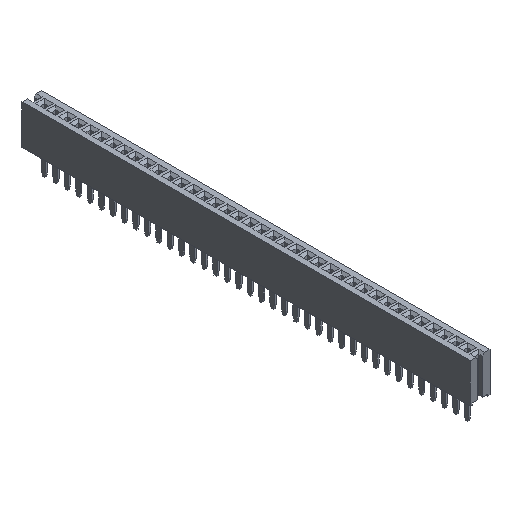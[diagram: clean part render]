
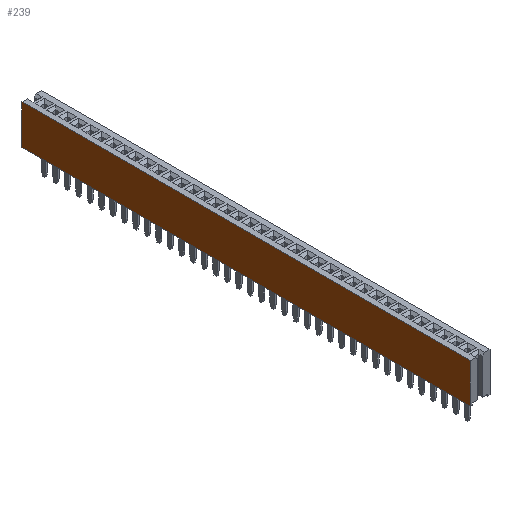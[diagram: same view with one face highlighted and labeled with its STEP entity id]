
A CAD part, isometric view. The second image highlights one B-rep face of the part: STEP entity #239.
In plain terms, the highlighted planar face has unit normal (-1, 0, 0).
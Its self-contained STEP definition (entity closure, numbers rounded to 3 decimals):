
#133 = VERTEX_POINT('',#134);
#134 = CARTESIAN_POINT('',(-1.1,24.9,0.));
#151 = VERTEX_POINT('',#152);
#152 = CARTESIAN_POINT('',(-1.1,-24.9,0.));
#158 = EDGE_CURVE('',#151,#133,#159,.T.);
#159 = LINE('',#160,#161);
#160 = CARTESIAN_POINT('',(-1.1,-26.235,0.));
#161 = VECTOR('',#162,1.);
#162 = DIRECTION('',(0.,1.,0.));
#173 = EDGE_CURVE('',#133,#174,#176,.T.);
#174 = VERTEX_POINT('',#175);
#175 = CARTESIAN_POINT('',(-1.1,24.9,4.4));
#176 = LINE('',#177,#178);
#177 = CARTESIAN_POINT('',(-1.1,24.9,0.));
#178 = VECTOR('',#179,1.);
#179 = DIRECTION('',(0.,0.,1.));
#239 = ADVANCED_FACE('',(#240),#258,.T.);
#240 = FACE_BOUND('',#241,.F.);
#241 = EDGE_LOOP('',(#242,#250,#256,#257));
#242 = ORIENTED_EDGE('',*,*,#243,.T.);
#243 = EDGE_CURVE('',#174,#244,#246,.T.);
#244 = VERTEX_POINT('',#245);
#245 = CARTESIAN_POINT('',(-1.1,-24.9,4.4));
#246 = LINE('',#247,#248);
#247 = CARTESIAN_POINT('',(-1.1,-25.818,4.4));
#248 = VECTOR('',#249,1.);
#249 = DIRECTION('',(0.,-1.,0.));
#250 = ORIENTED_EDGE('',*,*,#251,.F.);
#251 = EDGE_CURVE('',#151,#244,#252,.T.);
#252 = LINE('',#253,#254);
#253 = CARTESIAN_POINT('',(-1.1,-24.9,0.));
#254 = VECTOR('',#255,1.);
#255 = DIRECTION('',(0.,0.,1.));
#256 = ORIENTED_EDGE('',*,*,#158,.T.);
#257 = ORIENTED_EDGE('',*,*,#173,.T.);
#258 = PLANE('',#259);
#259 = AXIS2_PLACEMENT_3D('',#260,#261,#262);
#260 = CARTESIAN_POINT('',(-1.1,-26.235,0.));
#261 = DIRECTION('',(-1.,-0.,-0.));
#262 = DIRECTION('',(0.,0.,-1.));
